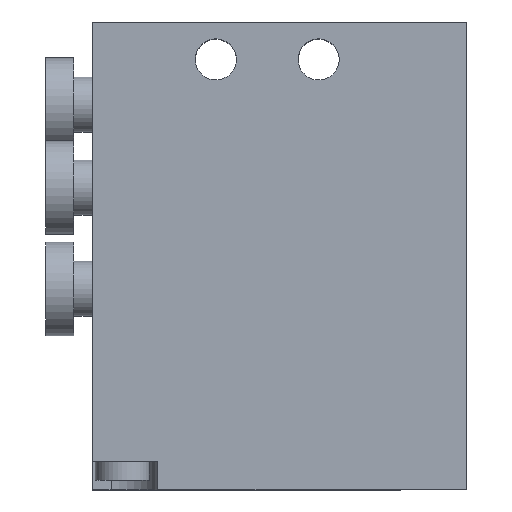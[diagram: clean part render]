
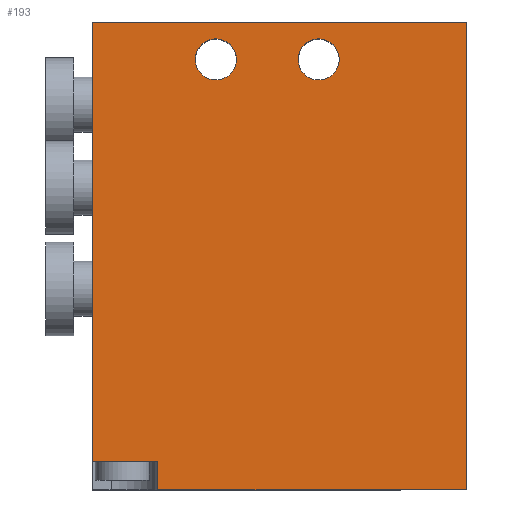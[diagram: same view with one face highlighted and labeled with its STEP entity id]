
A CAD part, top view. The second image highlights one B-rep face of the part: STEP entity #193.
In plain terms, the highlighted planar face has unit normal (0, 0, 1).
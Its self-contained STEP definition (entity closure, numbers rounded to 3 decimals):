
#193 = ADVANCED_FACE( '', ( #426, #427, #428 ), #429, .F. );
#426 = FACE_BOUND( '', #684, .T. );
#427 = FACE_BOUND( '', #685, .T. );
#428 = FACE_OUTER_BOUND( '', #686, .T. );
#429 = PLANE( '', #687 );
#684 = EDGE_LOOP( '', ( #1134 ) );
#685 = EDGE_LOOP( '', ( #1135 ) );
#686 = EDGE_LOOP( '', ( #1136, #1137, #1138, #1139, #1140, #1141 ) );
#687 = AXIS2_PLACEMENT_3D( '', #1142, #1143, #1144 );
#1134 = ORIENTED_EDGE( '', *, *, #1500, .F. );
#1135 = ORIENTED_EDGE( '', *, *, #1461, .F. );
#1136 = ORIENTED_EDGE( '', *, *, #1413, .T. );
#1137 = ORIENTED_EDGE( '', *, *, #1501, .T. );
#1138 = ORIENTED_EDGE( '', *, *, #1466, .F. );
#1139 = ORIENTED_EDGE( '', *, *, #1419, .F. );
#1140 = ORIENTED_EDGE( '', *, *, #1502, .T. );
#1141 = ORIENTED_EDGE( '', *, *, #1345, .T. );
#1142 = CARTESIAN_POINT( '', ( -20., 50., 15. ) );
#1143 = DIRECTION( '', ( 0., 0., -1. ) );
#1144 = DIRECTION( '', ( -1., 0., 0. ) );
#1345 = EDGE_CURVE( '', #1571, #1569, #1572, .T. );
#1413 = EDGE_CURVE( '', #1569, #1680, #1683, .T. );
#1419 = EDGE_CURVE( '', #1689, #1691, #1692, .T. );
#1461 = EDGE_CURVE( '', #1756, #1756, #1757, .F. );
#1466 = EDGE_CURVE( '', #1691, #1764, #1765, .T. );
#1500 = EDGE_CURVE( '', #1809, #1809, #1810, .F. );
#1501 = EDGE_CURVE( '', #1680, #1764, #1811, .T. );
#1502 = EDGE_CURVE( '', #1689, #1571, #1812, .T. );
#1569 = VERTEX_POINT( '', #1895 );
#1571 = VERTEX_POINT( '', #1898 );
#1572 = LINE( '', #1899, #1900 );
#1680 = VERTEX_POINT( '', #2043 );
#1683 = LINE( '', #2047, #2048 );
#1689 = VERTEX_POINT( '', #2055 );
#1691 = VERTEX_POINT( '', #2058 );
#1692 = LINE( '', #2059, #2060 );
#1756 = VERTEX_POINT( '', #2145 );
#1757 = CIRCLE( '', #2146, 2.2 );
#1764 = VERTEX_POINT( '', #2154 );
#1765 = LINE( '', #2155, #2156 );
#1809 = VERTEX_POINT( '', #2212 );
#1810 = CIRCLE( '', #2213, 2.2 );
#1811 = LINE( '', #2214, #2215 );
#1812 = LINE( '', #2216, #2217 );
#1895 = CARTESIAN_POINT( '', ( -13., 3., 15. ) );
#1898 = CARTESIAN_POINT( '', ( -20., 3., 15. ) );
#1899 = CARTESIAN_POINT( '', ( -20., 3., 15. ) );
#1900 = VECTOR( '', #2297, 1000. );
#2043 = CARTESIAN_POINT( '', ( -13., 0., 15. ) );
#2047 = CARTESIAN_POINT( '', ( -13., 3., 15. ) );
#2048 = VECTOR( '', #2373, 1000. );
#2055 = CARTESIAN_POINT( '', ( -20., 50., 15. ) );
#2058 = CARTESIAN_POINT( '', ( 20., 50., 15. ) );
#2059 = CARTESIAN_POINT( '', ( -20., 50., 15. ) );
#2060 = VECTOR( '', #2379, 1000. );
#2145 = CARTESIAN_POINT( '', ( 2., 46., 15. ) );
#2146 = AXIS2_PLACEMENT_3D( '', #2425, #2426, #2427 );
#2154 = CARTESIAN_POINT( '', ( 20., 0., 15. ) );
#2155 = CARTESIAN_POINT( '', ( 20., 50., 15. ) );
#2156 = VECTOR( '', #2435, 1000. );
#2212 = CARTESIAN_POINT( '', ( -9., 46., 15. ) );
#2213 = AXIS2_PLACEMENT_3D( '', #2466, #2467, #2468 );
#2214 = CARTESIAN_POINT( '', ( -20., 0., 15. ) );
#2215 = VECTOR( '', #2469, 1000. );
#2216 = CARTESIAN_POINT( '', ( -20., 50., 15. ) );
#2217 = VECTOR( '', #2470, 1000. );
#2297 = DIRECTION( '', ( 1., 0., 0. ) );
#2373 = DIRECTION( '', ( 0., -1., 0. ) );
#2379 = DIRECTION( '', ( 1., 0., 0. ) );
#2425 = CARTESIAN_POINT( '', ( 4.2, 46., 15. ) );
#2426 = DIRECTION( '', ( 0., 0., -1. ) );
#2427 = DIRECTION( '', ( -1., 0., 0. ) );
#2435 = DIRECTION( '', ( 0., -1., 0. ) );
#2466 = CARTESIAN_POINT( '', ( -6.8, 46., 15. ) );
#2467 = DIRECTION( '', ( 0., 0., -1. ) );
#2468 = DIRECTION( '', ( -1., 0., 0. ) );
#2469 = DIRECTION( '', ( 1., 0., 0. ) );
#2470 = DIRECTION( '', ( 0., -1., 0. ) );
